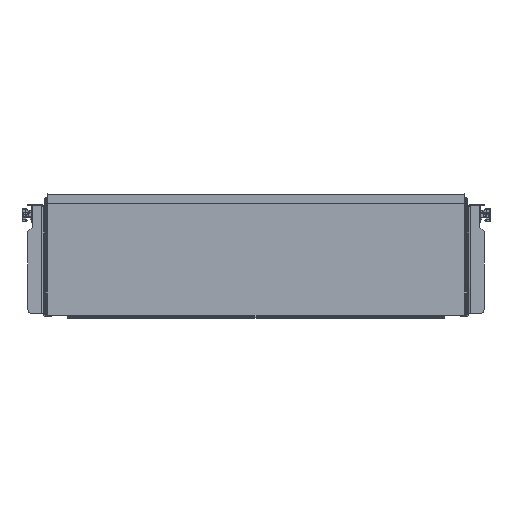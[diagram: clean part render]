
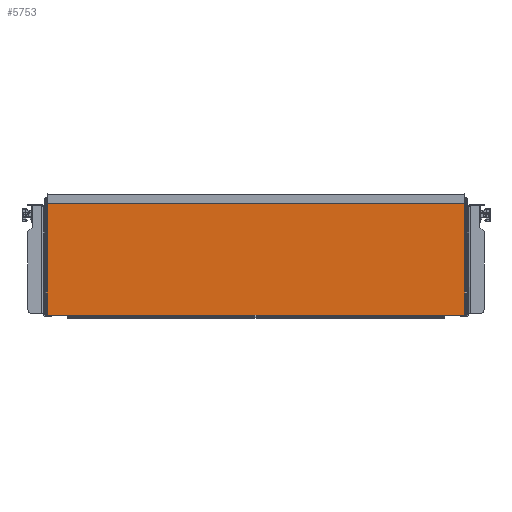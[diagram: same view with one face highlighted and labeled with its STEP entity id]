
A CAD part, front view. The second image highlights one B-rep face of the part: STEP entity #5753.
In plain terms, the highlighted planar face has unit normal (0, -1, 0).
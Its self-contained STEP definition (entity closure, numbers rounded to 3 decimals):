
#71 = CARTESIAN_POINT ( 'NONE',  ( 256., -1.5, -73.85 ) ) ;
#216 = AXIS2_PLACEMENT_3D ( 'NONE', #8888, #13506, #14686 ) ;
#301 = DIRECTION ( 'NONE',  ( 1., 0., 0. ) ) ;
#543 = LINE ( 'NONE', #7023, #12601 ) ;
#699 = VECTOR ( 'NONE', #9090, 1000. ) ;
#741 = LINE ( 'NONE', #12658, #14668 ) ;
#855 = VECTOR ( 'NONE', #5908, 1000. ) ;
#1224 = VERTEX_POINT ( 'NONE', #1727 ) ;
#1499 = CARTESIAN_POINT ( 'NONE',  ( 256., -1.5, 73.85 ) ) ;
#1644 = VECTOR ( 'NONE', #1808, 1000. ) ;
#1719 = VERTEX_POINT ( 'NONE', #1499 ) ;
#1727 = CARTESIAN_POINT ( 'NONE',  ( 256., -1.5, 70.85 ) ) ;
#1808 = DIRECTION ( 'NONE',  ( 0., 0., 1. ) ) ;
#1829 = LINE ( 'NONE', #5489, #13347 ) ;
#1986 = ORIENTED_EDGE ( 'NONE', *, *, #13339, .F. ) ;
#2002 = EDGE_CURVE ( 'NONE', #12722, #1719, #3515, .T. ) ;
#3309 = DIRECTION ( 'NONE',  ( -1., 0., 0. ) ) ;
#3414 = DIRECTION ( 'NONE',  ( 0., 0., 1. ) ) ;
#3419 = LINE ( 'NONE', #10163, #4344 ) ;
#3515 = LINE ( 'NONE', #10812, #7189 ) ;
#3811 = VERTEX_POINT ( 'NONE', #10304 ) ;
#3919 = EDGE_CURVE ( 'NONE', #13724, #10107, #10405, .T. ) ;
#4109 = EDGE_CURVE ( 'NONE', #3811, #10107, #12190, .T. ) ;
#4344 = VECTOR ( 'NONE', #14754, 1000. ) ;
#4505 = ORIENTED_EDGE ( 'NONE', *, *, #8263, .T. ) ;
#4652 = DIRECTION ( 'NONE',  ( 0., 0., 1. ) ) ;
#4746 = ORIENTED_EDGE ( 'NONE', *, *, #12902, .F. ) ;
#5246 = FACE_OUTER_BOUND ( 'NONE', #6600, .T. ) ;
#5489 = CARTESIAN_POINT ( 'NONE',  ( -256., -1.5, 73.85 ) ) ;
#5523 = VERTEX_POINT ( 'NONE', #5982 ) ;
#5753 = ADVANCED_FACE ( 'NONE', ( #5246 ), #11014, .T. ) ;
#5908 = DIRECTION ( 'NONE',  ( 0., 0., 1. ) ) ;
#5982 = CARTESIAN_POINT ( 'NONE',  ( -231., -1.5, -73.85 ) ) ;
#6137 = ORIENTED_EDGE ( 'NONE', *, *, #12784, .F. ) ;
#6600 = EDGE_LOOP ( 'NONE', ( #10534, #13790, #6137, #4746, #11929, #1986, #7233, #10259, #11824, #4505 ) ) ;
#6956 = EDGE_CURVE ( 'NONE', #13724, #11582, #3419, .T. ) ;
#7023 = CARTESIAN_POINT ( 'NONE',  ( -256., -1.5, 73.85 ) ) ;
#7148 = LINE ( 'NONE', #15039, #699 ) ;
#7189 = VECTOR ( 'NONE', #301, 1000. ) ;
#7233 = ORIENTED_EDGE ( 'NONE', *, *, #6956, .F. ) ;
#7569 = CARTESIAN_POINT ( 'NONE',  ( -256., -1.5, 73.85 ) ) ;
#8055 = CARTESIAN_POINT ( 'NONE',  ( -256., -1.5, 70.85 ) ) ;
#8263 = EDGE_CURVE ( 'NONE', #3811, #1224, #13604, .T. ) ;
#8387 = CARTESIAN_POINT ( 'NONE',  ( 231., -1.5, -74.85 ) ) ;
#8521 = VECTOR ( 'NONE', #3414, 1000. ) ;
#8586 = VECTOR ( 'NONE', #13257, 1000. ) ;
#8784 = CARTESIAN_POINT ( 'NONE',  ( 231., -1.5, -73.85 ) ) ;
#8888 = CARTESIAN_POINT ( 'NONE',  ( 256., -1.5, -73.85 ) ) ;
#9090 = DIRECTION ( 'NONE',  ( 0., 0., -1. ) ) ;
#9492 = EDGE_CURVE ( 'NONE', #5523, #10359, #741, .T. ) ;
#9925 = CARTESIAN_POINT ( 'NONE',  ( -231., -1.5, -74.85 ) ) ;
#10107 = VERTEX_POINT ( 'NONE', #8784 ) ;
#10163 = CARTESIAN_POINT ( 'NONE',  ( 231., -1.5, -74.85 ) ) ;
#10259 = ORIENTED_EDGE ( 'NONE', *, *, #3919, .T. ) ;
#10304 = CARTESIAN_POINT ( 'NONE',  ( 256., -1.5, -73.85 ) ) ;
#10359 = VERTEX_POINT ( 'NONE', #10591 ) ;
#10405 = LINE ( 'NONE', #14061, #855 ) ;
#10534 = ORIENTED_EDGE ( 'NONE', *, *, #14100, .F. ) ;
#10591 = CARTESIAN_POINT ( 'NONE',  ( -256., -1.5, -73.85 ) ) ;
#10812 = CARTESIAN_POINT ( 'NONE',  ( -256., -1.5, 73.85 ) ) ;
#11014 = PLANE ( 'NONE',  #216 ) ;
#11582 = VERTEX_POINT ( 'NONE', #12048 ) ;
#11824 = ORIENTED_EDGE ( 'NONE', *, *, #4109, .F. ) ;
#11929 = ORIENTED_EDGE ( 'NONE', *, *, #9492, .F. ) ;
#11949 = CARTESIAN_POINT ( 'NONE',  ( -256., -1.5, -73.85 ) ) ;
#12048 = CARTESIAN_POINT ( 'NONE',  ( -231., -1.5, -74.85 ) ) ;
#12190 = LINE ( 'NONE', #11949, #8586 ) ;
#12601 = VECTOR ( 'NONE', #4652, 1000. ) ;
#12658 = CARTESIAN_POINT ( 'NONE',  ( -256., -1.5, -73.85 ) ) ;
#12722 = VERTEX_POINT ( 'NONE', #7569 ) ;
#12784 = EDGE_CURVE ( 'NONE', #12866, #12722, #1829, .T. ) ;
#12866 = VERTEX_POINT ( 'NONE', #8055 ) ;
#12902 = EDGE_CURVE ( 'NONE', #10359, #12866, #543, .T. ) ;
#13257 = DIRECTION ( 'NONE',  ( -1., 0., 0. ) ) ;
#13339 = EDGE_CURVE ( 'NONE', #11582, #5523, #14457, .T. ) ;
#13347 = VECTOR ( 'NONE', #13741, 1000. ) ;
#13506 = DIRECTION ( 'NONE',  ( 0., -1., 0. ) ) ;
#13604 = LINE ( 'NONE', #71, #8521 ) ;
#13724 = VERTEX_POINT ( 'NONE', #8387 ) ;
#13741 = DIRECTION ( 'NONE',  ( 0., 0., 1. ) ) ;
#13790 = ORIENTED_EDGE ( 'NONE', *, *, #2002, .F. ) ;
#14061 = CARTESIAN_POINT ( 'NONE',  ( 231., -1.5, -74.85 ) ) ;
#14100 = EDGE_CURVE ( 'NONE', #1719, #1224, #7148, .T. ) ;
#14457 = LINE ( 'NONE', #9925, #1644 ) ;
#14668 = VECTOR ( 'NONE', #3309, 1000. ) ;
#14686 = DIRECTION ( 'NONE',  ( 0., 0., -1. ) ) ;
#14754 = DIRECTION ( 'NONE',  ( -1., 0., 0. ) ) ;
#15039 = CARTESIAN_POINT ( 'NONE',  ( 256., -1.5, 73.85 ) ) ;
